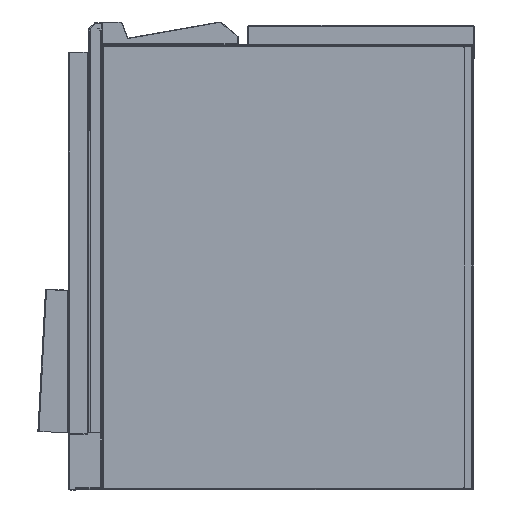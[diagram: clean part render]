
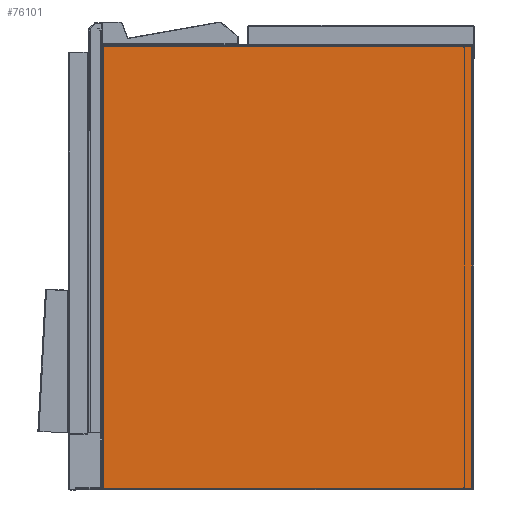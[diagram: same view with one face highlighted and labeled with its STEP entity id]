
A CAD part, left-side view. The second image highlights one B-rep face of the part: STEP entity #76101.
In plain terms, the highlighted free-form (B-spline) face has degree [1, 1] with [2, 2] control points.
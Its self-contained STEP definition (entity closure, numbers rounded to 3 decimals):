
#75059 = VERTEX_POINT('',#75060);
#75060 = CARTESIAN_POINT('',(358.942,317.533,
    -91.959));
#75349 = VERTEX_POINT('',#75350);
#75350 = CARTESIAN_POINT('',(358.942,1238.948,
    -91.959));
#76019 = EDGE_CURVE('',#76020,#75059,#76022,.T.);
#76020 = VERTEX_POINT('',#76021);
#76021 = CARTESIAN_POINT('',(358.942,317.533,
    -1194.914));
#76022 = B_SPLINE_CURVE_WITH_KNOTS('',1,(#76023,#76024),.UNSPECIFIED.,
  .F.,.F.,(2,2),(1.159,869.959),
  .PIECEWISE_BEZIER_KNOTS.);
#76023 = CARTESIAN_POINT('',(358.942,317.533,
    -1194.914));
#76024 = CARTESIAN_POINT('',(358.942,317.533,
    -91.959));
#76053 = EDGE_CURVE('',#75059,#75349,#76054,.T.);
#76054 = B_SPLINE_CURVE_WITH_KNOTS('',1,(#76055,#76056),.UNSPECIFIED.,
  .F.,.F.,(2,2),(1.159,726.959),
  .PIECEWISE_BEZIER_KNOTS.);
#76055 = CARTESIAN_POINT('',(358.942,317.533,
    -91.959));
#76056 = CARTESIAN_POINT('',(358.942,1238.948,
    -91.959));
#76101 = ADVANCED_FACE('',(#76102),#76118,.F.);
#76102 = FACE_BOUND('',#76103,.T.);
#76103 = EDGE_LOOP('',(#76104,#76105,#76112,#76117));
#76104 = ORIENTED_EDGE('',*,*,#76053,.T.);
#76105 = ORIENTED_EDGE('',*,*,#76106,.T.);
#76106 = EDGE_CURVE('',#75349,#76107,#76109,.T.);
#76107 = VERTEX_POINT('',#76108);
#76108 = CARTESIAN_POINT('',(358.942,1238.948,
    -1194.914));
#76109 = B_SPLINE_CURVE_WITH_KNOTS('',1,(#76110,#76111),.UNSPECIFIED.,
  .F.,.F.,(2,2),(1.159,869.959),
  .PIECEWISE_BEZIER_KNOTS.);
#76110 = CARTESIAN_POINT('',(358.942,1238.948,
    -91.959));
#76111 = CARTESIAN_POINT('',(358.942,1238.948,
    -1194.914));
#76112 = ORIENTED_EDGE('',*,*,#76113,.T.);
#76113 = EDGE_CURVE('',#76107,#76020,#76114,.T.);
#76114 = B_SPLINE_CURVE_WITH_KNOTS('',1,(#76115,#76116),.UNSPECIFIED.,
  .F.,.F.,(2,2),(1.159,726.959),
  .PIECEWISE_BEZIER_KNOTS.);
#76115 = CARTESIAN_POINT('',(358.942,1238.948,
    -1194.914));
#76116 = CARTESIAN_POINT('',(358.942,317.533,
    -1194.914));
#76117 = ORIENTED_EDGE('',*,*,#76019,.T.);
#76118 = B_SPLINE_SURFACE_WITH_KNOTS('',1,1,(
    (#76119,#76120)
    ,(#76121,#76122
    )),.UNSPECIFIED.,.F.,.F.,.F.,(2,2),(2,2),(-870.9,-2.1),(2.1,727.9),
  .PIECEWISE_BEZIER_KNOTS.);
#76119 = CARTESIAN_POINT('',(358.942,317.533,
    -91.959));
#76120 = CARTESIAN_POINT('',(358.942,1238.948,
    -91.959));
#76121 = CARTESIAN_POINT('',(358.942,317.533,
    -1194.914));
#76122 = CARTESIAN_POINT('',(358.942,1238.948,
    -1194.914));
